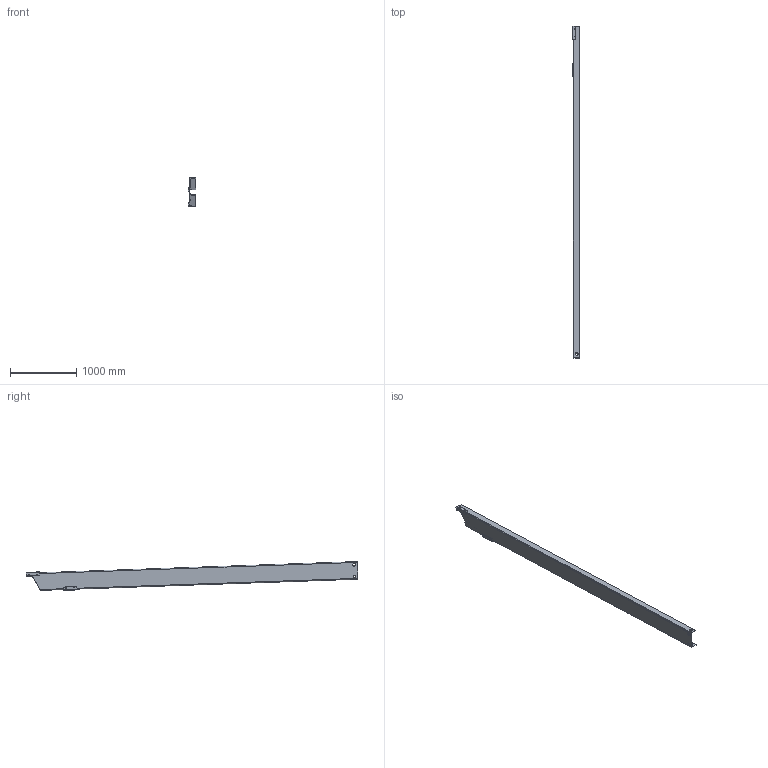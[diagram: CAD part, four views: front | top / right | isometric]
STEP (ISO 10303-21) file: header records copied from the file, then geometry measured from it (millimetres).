
FILE_DESCRIPTION( ( '' ), ' ' );
FILE_NAME( '5d3f6998e70ef91503fc626c.step', '2019-07-29T21:48:08', ( '' ), ( '' ), ' ', ' ', ' ' );
FILE_SCHEMA( ( 'AUTOMOTIVE_DESIGN { 1 0 10303 214 1 1 1 1 }' ) );
Length unit declared in the file: metre
Products named in the file (1): Mid Beam R
Bounding box: 113.05 x 5010.07 x 435.43 mm (x, y, z)
Volume: 14363621.7 mm3; surface area: 4424097.8 mm2
Topology: 1 solids, 1 shells, 84 faces, 227 edges, 146 vertices
Faces by surface type: plane 70, cylinder 14
Full cylindrical faces by diameter (mm): 12.7 x8, 19.05 x1, 40 x4
Entity records: 3248 total; most frequent: CARTESIAN_POINT 441, ORIENTED_EDGE 424, DIRECTION 410, EDGE_CURVE 212, LINE 184, VECTOR 184, VERTEX_POINT 144, EDGE_LOOP 124
